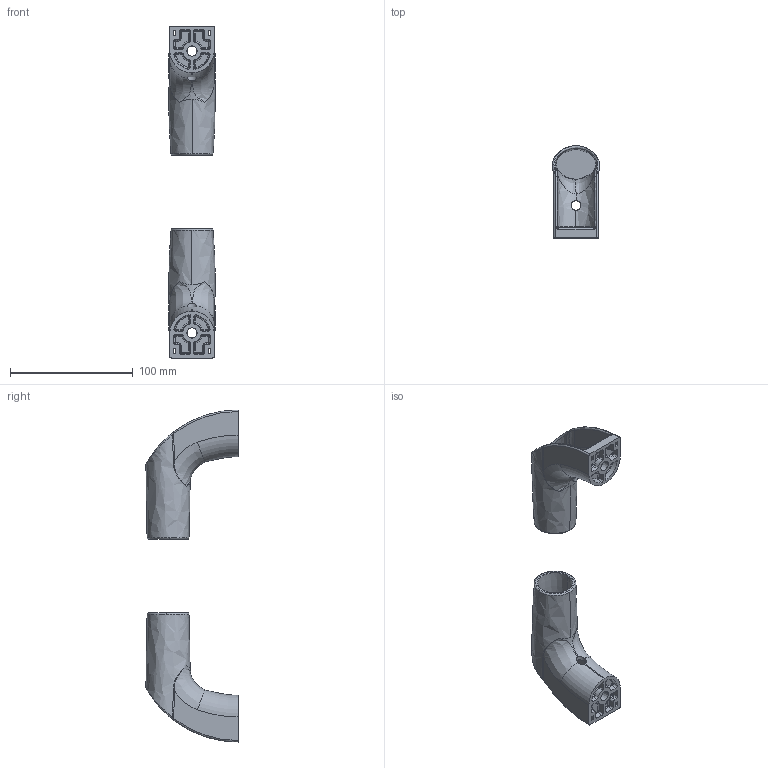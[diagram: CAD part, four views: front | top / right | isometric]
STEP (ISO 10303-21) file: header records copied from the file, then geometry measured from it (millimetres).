
FILE_DESCRIPTION (( 'STEP AP214' ), '1' );
FILE_NAME ('Accessories for aluminium profiles092321.step', '2016-10-28T15:37:49', ( '' ), ( '' ), 'SwSTEP 2.0', 'SolidWorks 2016', '' );
FILE_SCHEMA (( 'AUTOMOTIVE_DESIGN' ));
Length unit declared in the file: millimetre
Products named in the file (2): Accessories for aluminium profiles092321; 092013_092232R
Assembly tree (2 placements, depth 2):
  Accessories for aluminium profiles092321
    092013_092232R  x2
Bounding box: 38.1 x 75 x 270 mm (x, y, z)
Volume: 91336.9 mm3; surface area: 54341 mm2
Topology: 2 solids, 2 shells, 318 faces, 814 edges, 498 vertices
Faces by surface type: bspline 122, plane 74, cylinder 54, cone 36, torus 32
Entity records: 9098 total; most frequent: CARTESIAN_POINT 5688, ORIENTED_EDGE 810, DIRECTION 570, EDGE_CURVE 405, VERTEX_POINT 249, AXIS2_PLACEMENT_3D 230, EDGE_LOOP 168, FACE_OUTER_BOUND 159
